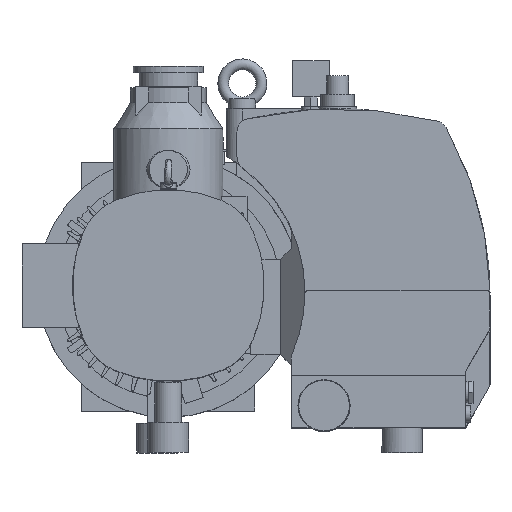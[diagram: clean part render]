
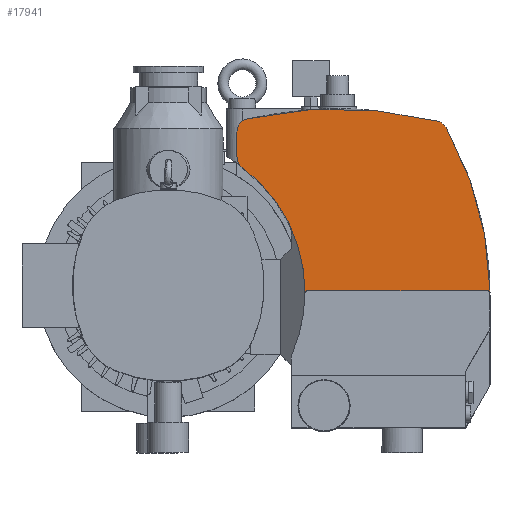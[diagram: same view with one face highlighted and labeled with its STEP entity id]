
A CAD part, top view. The second image highlights one B-rep face of the part: STEP entity #17941.
In plain terms, the highlighted planar face has unit normal (0, 0, 1).
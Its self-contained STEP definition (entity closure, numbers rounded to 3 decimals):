
#16435=CARTESIAN_POINT('',(-213.017,567.508,723.0));
#16436=VERTEX_POINT('',#16435);
#16437=CARTESIAN_POINT('',(-232.5,543.124,723.0));
#16438=VERTEX_POINT('',#16437);
#16439=CARTESIAN_POINT('',(-207.5,543.124,723.0));
#16440=DIRECTION('',(0.0,0.0,1.0));
#16441=DIRECTION('',(1.0,0.0,0.0));
#16442=AXIS2_PLACEMENT_3D('',#16439,#16440,#16441);
#16443=CIRCLE('',#16442,25.);
#16444=EDGE_CURVE('',#16436,#16438,#16443,.T.);
#16519=CARTESIAN_POINT('',(-232.5,497.747,723.0));
#16520=VERTEX_POINT('',#16519);
#16521=CARTESIAN_POINT('',(-232.5,543.124,723.0));
#16522=DIRECTION('',(0.0,-1.0,0.0));
#16523=VECTOR('',#16522,45.378);
#16524=LINE('',#16521,#16523);
#16525=EDGE_CURVE('',#16438,#16520,#16524,.T.);
#16685=CARTESIAN_POINT('',(136.128,563.173,723.0));
#16686=VERTEX_POINT('',#16685);
#16687=CARTESIAN_POINT('',(-47.5,-164.,723.0));
#16688=DIRECTION('',(0.0,0.0,1.0));
#16689=DIRECTION('',(0.0,-1.0,0.0));
#16690=AXIS2_PLACEMENT_3D('',#16687,#16688,#16689);
#16691=CIRCLE('',#16690,750.);
#16692=EDGE_CURVE('',#16686,#16436,#16691,.T.);
#16731=CARTESIAN_POINT('',(151.779,551.223,723.0));
#16732=VERTEX_POINT('',#16731);
#16733=CARTESIAN_POINT('',(130.007,538.934,723.0));
#16734=DIRECTION('',(0.0,0.0,1.0));
#16735=DIRECTION('',(0.0,-1.0,0.0));
#16736=AXIS2_PLACEMENT_3D('',#16733,#16734,#16735);
#16737=CIRCLE('',#16736,25.);
#16738=EDGE_CURVE('',#16732,#16686,#16737,.T.);
#17015=CARTESIAN_POINT('',(232.461,251.,723.));
#17016=VERTEX_POINT('',#17015);
#17017=CARTESIAN_POINT('',(-392.5,244.,723.0));
#17018=DIRECTION('',(0.0,0.0,1.0));
#17019=DIRECTION('',(0.0,-1.0,0.0));
#17020=AXIS2_PLACEMENT_3D('',#17017,#17018,#17019);
#17021=CIRCLE('',#17020,625.);
#17022=EDGE_CURVE('',#17016,#16732,#17021,.T.);
#17877=CARTESIAN_POINT('',(-107.507,251.0,723.0));
#17878=VERTEX_POINT('',#17877);
#17903=CARTESIAN_POINT('',(-107.507,251.0,723.0));
#17904=DIRECTION('',(1.0,0.0,0.0));
#17905=VECTOR('',#17904,339.968);
#17906=LINE('',#17903,#17905);
#17907=EDGE_CURVE('',#17878,#17016,#17906,.T.);
#17912=CARTESIAN_POINT('',(-255.75,-29.297,723.0));
#17913=DIRECTION('',(0.0,0.0,1.0));
#17914=DIRECTION('',(1.0,0.0,0.0));
#17915=AXIS2_PLACEMENT_3D('',#17912,#17913,#17914);
#17916=PLANE('',#17915);
#17917=CARTESIAN_POINT('',(-222.419,477.687,723.));
#17918=VERTEX_POINT('',#17917);
#17919=CARTESIAN_POINT('',(-207.5,497.747,723.0));
#17920=DIRECTION('',(0.0,0.0,-1.0));
#17921=DIRECTION('',(1.0,0.0,0.0));
#17922=AXIS2_PLACEMENT_3D('',#17919,#17920,#17921);
#17923=CIRCLE('',#17922,25.);
#17924=EDGE_CURVE('',#17918,#16520,#17923,.T.);
#17925=ORIENTED_EDGE('',*,*,#17924,.F.);
#17926=CARTESIAN_POINT('',(-392.5,249.,723.0));
#17927=DIRECTION('',(0.0,0.0,1.0));
#17928=DIRECTION('',(-1.0,0.0,0.0));
#17929=AXIS2_PLACEMENT_3D('',#17926,#17927,#17928);
#17930=CIRCLE('',#17929,285.);
#17931=EDGE_CURVE('',#17878,#17918,#17930,.T.);
#17932=ORIENTED_EDGE('',*,*,#17931,.F.);
#17933=ORIENTED_EDGE('',*,*,#17907,.T.);
#17934=ORIENTED_EDGE('',*,*,#17022,.T.);
#17935=ORIENTED_EDGE('',*,*,#16738,.T.);
#17936=ORIENTED_EDGE('',*,*,#16692,.T.);
#17937=ORIENTED_EDGE('',*,*,#16444,.T.);
#17938=ORIENTED_EDGE('',*,*,#16525,.T.);
#17939=EDGE_LOOP('',(#17925,#17932,#17933,#17934,#17935,#17936,#17937,#17938));
#17940=FACE_OUTER_BOUND('',#17939,.T.);
#17941=ADVANCED_FACE('',(#17940),#17916,.T.);
